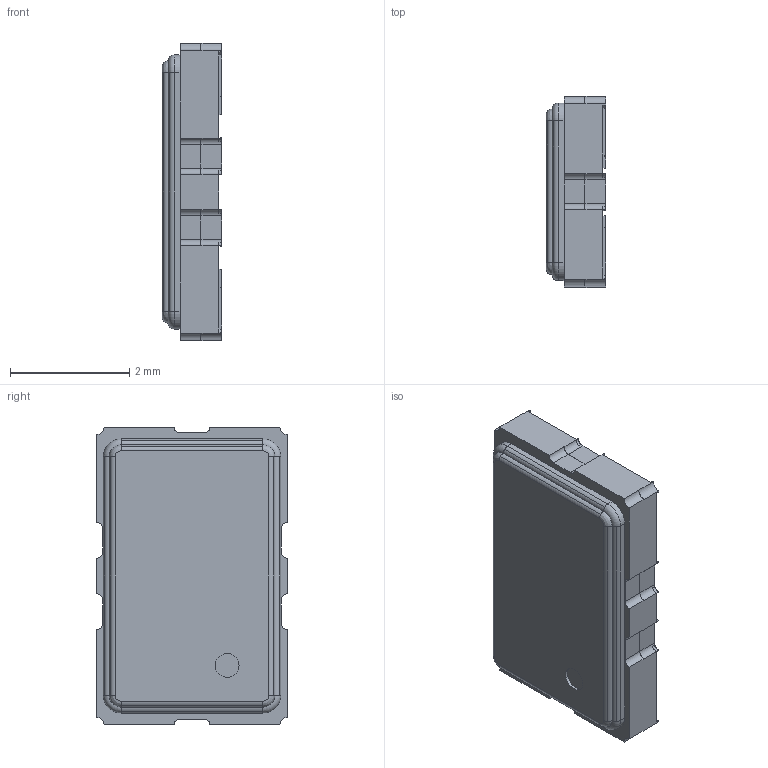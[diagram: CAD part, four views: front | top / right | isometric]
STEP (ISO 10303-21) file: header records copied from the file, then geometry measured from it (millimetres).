
FILE_DESCRIPTION (( 'STEP AP214' ), '1' );
FILE_NAME ('Ceramic_5032_10pins.STEP', '2021-05-06T06:02:32', ( '' ), ( '' ), 'SwSTEP 2.0', 'SolidWorks 2018', '' );
FILE_SCHEMA (( 'AUTOMOTIVE_DESIGN' ));
Length unit declared in the file: millimetre
Products named in the file (1): Ceramic_5032_10pins
Bounding box: 1 x 3.2 x 5 mm (x, y, z)
Volume: 14.4 mm3; surface area: 47.2 mm2
Topology: 1 solids, 1 shells, 187 faces, 533 edges, 350 vertices
Faces by surface type: plane 105, cylinder 74, bspline 4, torus 4
Entity records: 6453 total; most frequent: CARTESIAN_POINT 1103, ORIENTED_EDGE 1066, DIRECTION 1057, EDGE_CURVE 533, VECTOR 377, LINE 377, VERTEX_POINT 350, AXIS2_PLACEMENT_3D 340
